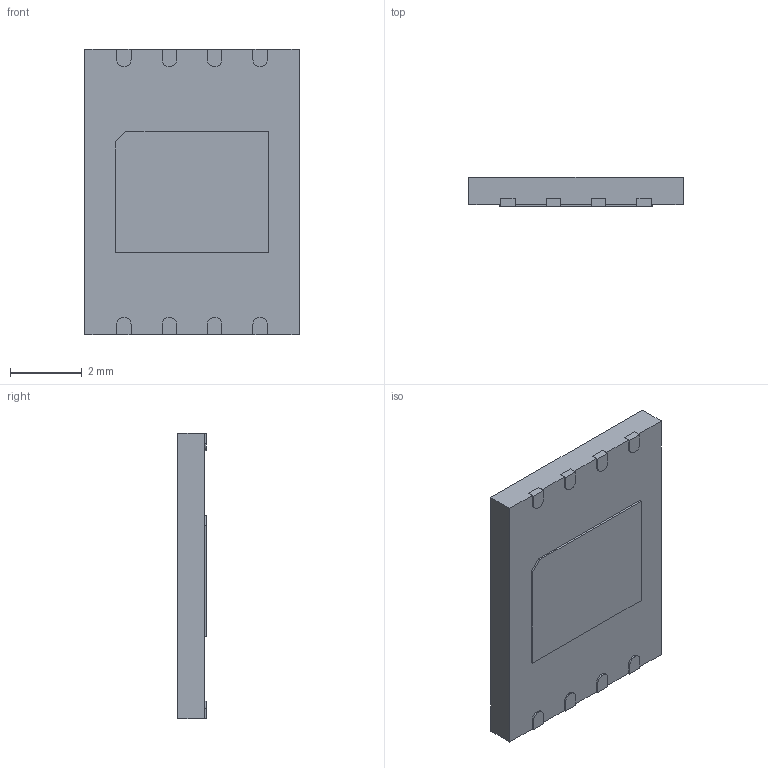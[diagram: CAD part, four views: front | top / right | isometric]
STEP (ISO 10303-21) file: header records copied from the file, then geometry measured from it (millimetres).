
FILE_DESCRIPTION (( 'STEP AP214' ), '1' );
FILE_NAME ('W25Q256JVEIQ TR.STEP', '2018-10-05T01:09:26', ( '' ), ( '' ), 'SwSTEP 2.0', 'SolidWorks 2017', '' );
FILE_SCHEMA (( 'AUTOMOTIVE_DESIGN' ));
Length unit declared in the file: millimetre
Products named in the file (1): W25Q256JVEIQ TR
Bounding box: 6 x 0.8 x 8 mm (x, y, z)
Volume: 36.8 mm3; surface area: 158.1 mm2
Topology: 10 solids, 10 shells, 110 faces, 264 edges, 176 vertices
Faces by surface type: plane 84, cylinder 26
Entity records: 3295 total; most frequent: CARTESIAN_POINT 551, DIRECTION 538, ORIENTED_EDGE 528, EDGE_CURVE 264, LINE 212, VECTOR 212, VERTEX_POINT 176, AXIS2_PLACEMENT_3D 163
